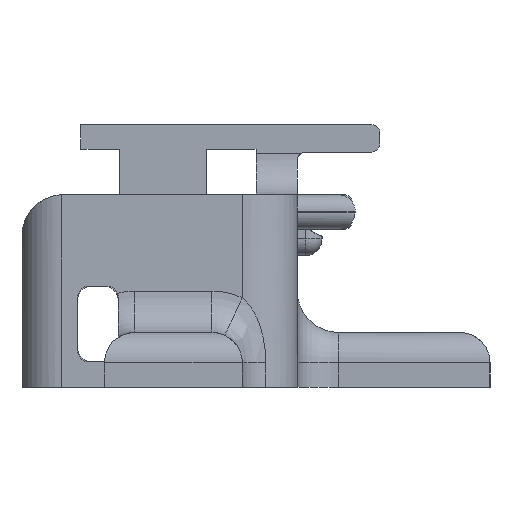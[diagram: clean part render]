
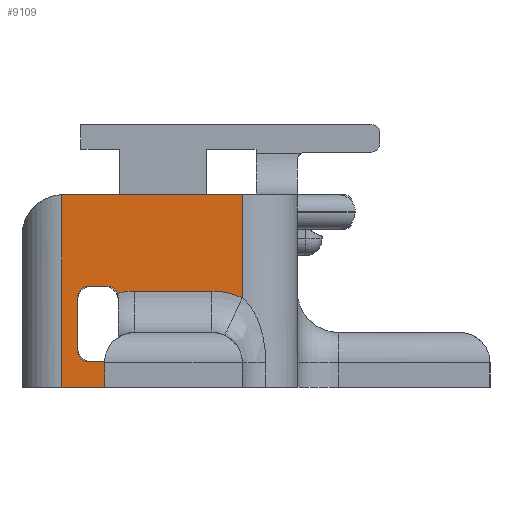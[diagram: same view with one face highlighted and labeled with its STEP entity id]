
A CAD part, left-side view. The second image highlights one B-rep face of the part: STEP entity #9109.
In plain terms, the highlighted planar face has unit normal (-1, 0, 0).
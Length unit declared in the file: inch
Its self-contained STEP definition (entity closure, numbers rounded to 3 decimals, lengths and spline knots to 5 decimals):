
#44 = DIRECTION ( 'NONE',  ( 1., 0., 0. ) ) ;
#97 = CARTESIAN_POINT ( 'NONE',  ( -2.115, -0.15, -0.575 ) ) ;
#183 = VERTEX_POINT ( 'NONE', #1634 ) ;
#285 = CARTESIAN_POINT ( 'NONE',  ( -2.115, 0.54997, -0.48235 ) ) ;
#350 = CARTESIAN_POINT ( 'NONE',  ( -2.115, 0.54076, -0.2071 ) ) ;
#456 = DIRECTION ( 'NONE',  ( 0., 0., -1. ) ) ;
#470 = CIRCLE ( 'NONE', #10481, 0.04 ) ;
#700 = CARTESIAN_POINT ( 'NONE',  ( -2.115, 0.16, -0.225 ) ) ;
#738 = VERTEX_POINT ( 'NONE', #8192 ) ;
#764 = CARTESIAN_POINT ( 'NONE',  ( -2.115, 0.55, -0.575 ) ) ;
#825 = DIRECTION ( 'NONE',  ( 1., 0., 0. ) ) ;
#885 = AXIS2_PLACEMENT_3D ( 'NONE', #10749, #4506, #11807 ) ;
#890 = CIRCLE ( 'NONE', #2282, 0.04 ) ;
#907 = DIRECTION ( 'NONE',  ( 0., 0., 1. ) ) ;
#979 = VECTOR ( 'NONE', #6847, 39.37008 ) ;
#1014 = VECTOR ( 'NONE', #2023, 39.37008 ) ;
#1242 = CARTESIAN_POINT ( 'NONE',  ( -2.115, 0.44, -0.485 ) ) ;
#1442 = ORIENTED_EDGE ( 'NONE', *, *, #10096, .F. ) ;
#1524 = VECTOR ( 'NONE', #456, 39.37008 ) ;
#1634 = CARTESIAN_POINT ( 'NONE',  ( -2.115, 0.64783, -0.44235 ) ) ;
#1653 = CARTESIAN_POINT ( 'NONE',  ( -2.115, 0.55, -0.575 ) ) ;
#1704 = LINE ( 'NONE', #7145, #12468 ) ;
#1774 = VERTEX_POINT ( 'NONE', #3605 ) ;
#1814 = EDGE_CURVE ( 'NONE', #7357, #738, #6144, .T. ) ;
#1878 = EDGE_CURVE ( 'NONE', #8335, #2585, #5805, .T. ) ;
#2023 = DIRECTION ( 'NONE',  ( 0., -1., 0. ) ) ;
#2139 = CARTESIAN_POINT ( 'NONE',  ( -2.115, 0.7, -0.025 ) ) ;
#2243 = EDGE_CURVE ( 'NONE', #3943, #11847, #890, .T. ) ;
#2282 = AXIS2_PLACEMENT_3D ( 'NONE', #13419, #7165, #907 ) ;
#2291 = DIRECTION ( 'NONE',  ( 0., 0., 1. ) ) ;
#2531 = DIRECTION ( 'NONE',  ( 0., 0., 1. ) ) ;
#2585 = VERTEX_POINT ( 'NONE', #764 ) ;
#2647 = PLANE ( 'NONE',  #5731 ) ;
#2648 = FACE_OUTER_BOUND ( 'NONE', #11765, .T. ) ;
#3000 = CIRCLE ( 'NONE', #6974, 0.26 ) ;
#3077 = EDGE_CURVE ( 'NONE', #3943, #183, #9492, .T. ) ;
#3119 = ORIENTED_EDGE ( 'NONE', *, *, #1878, .T. ) ;
#3185 = DIRECTION ( 'NONE',  ( 0., 0., 1. ) ) ;
#3198 = CARTESIAN_POINT ( 'NONE',  ( -2.115, 0.64783, -0.2071 ) ) ;
#3279 = VECTOR ( 'NONE', #5812, 39.37008 ) ;
#3491 = ORIENTED_EDGE ( 'NONE', *, *, #7090, .T. ) ;
#3518 = ORIENTED_EDGE ( 'NONE', *, *, #9303, .F. ) ;
#3605 = CARTESIAN_POINT ( 'NONE',  ( -2.115, 0.05, 0.125 ) ) ;
#3607 = LINE ( 'NONE', #8008, #3279 ) ;
#3687 = DIRECTION ( 'NONE',  ( 0., 0., 1. ) ) ;
#3922 = EDGE_CURVE ( 'NONE', #10647, #1774, #5256, .T. ) ;
#3943 = VERTEX_POINT ( 'NONE', #7776 ) ;
#4065 = EDGE_CURVE ( 'NONE', #4114, #4088, #3607, .T. ) ;
#4088 = VERTEX_POINT ( 'NONE', #700 ) ;
#4114 = VERTEX_POINT ( 'NONE', #10460 ) ;
#4326 = CIRCLE ( 'NONE', #8605, 0.11 ) ;
#4506 = DIRECTION ( 'NONE',  ( 1., 0., 0. ) ) ;
#4519 = ORIENTED_EDGE ( 'NONE', *, *, #8648, .T. ) ;
#4544 = EDGE_CURVE ( 'NONE', #7337, #10155, #470, .T. ) ;
#5142 = DIRECTION ( 'NONE',  ( 0., 0., -1. ) ) ;
#5254 = LINE ( 'NONE', #3198, #11452 ) ;
#5256 = LINE ( 'NONE', #7730, #7691 ) ;
#5330 = ORIENTED_EDGE ( 'NONE', *, *, #11990, .T. ) ;
#5731 = AXIS2_PLACEMENT_3D ( 'NONE', #13032, #9926, #3687 ) ;
#5805 = LINE ( 'NONE', #97, #7930 ) ;
#5812 = DIRECTION ( 'NONE',  ( 0., -1., 0. ) ) ;
#5959 = DIRECTION ( 'NONE',  ( 1., 0., 0. ) ) ;
#6087 = EDGE_CURVE ( 'NONE', #4088, #10647, #6361, .T. ) ;
#6140 = AXIS2_PLACEMENT_3D ( 'NONE', #6314, #44, #7359 ) ;
#6144 = CIRCLE ( 'NONE', #9080, 0.15 ) ;
#6184 = CARTESIAN_POINT ( 'NONE',  ( -2.115, 0.70543, -0.575 ) ) ;
#6314 = CARTESIAN_POINT ( 'NONE',  ( -2.115, 0.16, -0.485 ) ) ;
#6361 = CIRCLE ( 'NONE', #6140, 0.26 ) ;
#6368 = DIRECTION ( 'NONE',  ( 0., -1., 0. ) ) ;
#6565 = LINE ( 'NONE', #9281, #1014 ) ;
#6586 = ORIENTED_EDGE ( 'NONE', *, *, #8273, .T. ) ;
#6639 = ORIENTED_EDGE ( 'NONE', *, *, #3922, .T. ) ;
#6847 = DIRECTION ( 'NONE',  ( 0., 0., -1. ) ) ;
#6961 = CARTESIAN_POINT ( 'NONE',  ( -2.115, 0.50338, -0.23284 ) ) ;
#6974 = AXIS2_PLACEMENT_3D ( 'NONE', #7099, #825, #8132 ) ;
#7090 = EDGE_CURVE ( 'NONE', #7137, #183, #9036, .T. ) ;
#7099 = CARTESIAN_POINT ( 'NONE',  ( -2.115, 0.44, -0.485 ) ) ;
#7137 = VERTEX_POINT ( 'NONE', #12945 ) ;
#7145 = CARTESIAN_POINT ( 'NONE',  ( -2.115, -0.15, 0.125 ) ) ;
#7165 = DIRECTION ( 'NONE',  ( 1., 0., 0. ) ) ;
#7337 = VERTEX_POINT ( 'NONE', #350 ) ;
#7357 = VERTEX_POINT ( 'NONE', #12860 ) ;
#7359 = DIRECTION ( 'NONE',  ( 0., 0., 1. ) ) ;
#7453 = ORIENTED_EDGE ( 'NONE', *, *, #9241, .F. ) ;
#7691 = VECTOR ( 'NONE', #2531, 39.37008 ) ;
#7730 = CARTESIAN_POINT ( 'NONE',  ( -2.115, 0.05, 0.125 ) ) ;
#7766 = ORIENTED_EDGE ( 'NONE', *, *, #2243, .T. ) ;
#7776 = CARTESIAN_POINT ( 'NONE',  ( -2.115, 0.64783, -0.2471 ) ) ;
#7861 = VERTEX_POINT ( 'NONE', #11703 ) ;
#7930 = VECTOR ( 'NONE', #6368, 39.37008 ) ;
#8008 = CARTESIAN_POINT ( 'NONE',  ( -2.115, 0., -0.225 ) ) ;
#8132 = DIRECTION ( 'NONE',  ( 0., 0., 1. ) ) ;
#8192 = CARTESIAN_POINT ( 'NONE',  ( -2.115, 0.70543, 0.1249 ) ) ;
#8273 = EDGE_CURVE ( 'NONE', #1774, #7357, #1704, .T. ) ;
#8335 = VERTEX_POINT ( 'NONE', #12471 ) ;
#8526 = DIRECTION ( 'NONE',  ( 1., 0., 0. ) ) ;
#8605 = AXIS2_PLACEMENT_3D ( 'NONE', #1242, #8526, #2291 ) ;
#8648 = EDGE_CURVE ( 'NONE', #10155, #4114, #3000, .T. ) ;
#8657 = ORIENTED_EDGE ( 'NONE', *, *, #12111, .T. ) ;
#8963 = VERTEX_POINT ( 'NONE', #285 ) ;
#9036 = CIRCLE ( 'NONE', #885, 0.04 ) ;
#9080 = AXIS2_PLACEMENT_3D ( 'NONE', #2139, #9399, #3185 ) ;
#9109 = ADVANCED_FACE ( 'NONE', ( #2648 ), #2647, .T. ) ;
#9241 = EDGE_CURVE ( 'NONE', #7137, #8963, #6565, .T. ) ;
#9281 = CARTESIAN_POINT ( 'NONE',  ( -2.115, 0.64783, -0.48235 ) ) ;
#9303 = EDGE_CURVE ( 'NONE', #7337, #11847, #5254, .T. ) ;
#9399 = DIRECTION ( 'NONE',  ( -1., 0., 0. ) ) ;
#9467 = ORIENTED_EDGE ( 'NONE', *, *, #3077, .F. ) ;
#9492 = LINE ( 'NONE', #12983, #1524 ) ;
#9926 = DIRECTION ( 'NONE',  ( -1., 0., 0. ) ) ;
#9975 = ORIENTED_EDGE ( 'NONE', *, *, #1814, .T. ) ;
#10096 = EDGE_CURVE ( 'NONE', #7861, #2585, #12079, .T. ) ;
#10155 = VERTEX_POINT ( 'NONE', #6961 ) ;
#10460 = CARTESIAN_POINT ( 'NONE',  ( -2.115, 0.44, -0.225 ) ) ;
#10481 = AXIS2_PLACEMENT_3D ( 'NONE', #12196, #5959, #13257 ) ;
#10490 = DIRECTION ( 'NONE',  ( 0., 1., 0. ) ) ;
#10647 = VERTEX_POINT ( 'NONE', #12126 ) ;
#10742 = ORIENTED_EDGE ( 'NONE', *, *, #4544, .T. ) ;
#10749 = CARTESIAN_POINT ( 'NONE',  ( -2.115, 0.60783, -0.44235 ) ) ;
#10946 = ORIENTED_EDGE ( 'NONE', *, *, #6087, .T. ) ;
#11326 = DIRECTION ( 'NONE',  ( 0., 1., 0. ) ) ;
#11452 = VECTOR ( 'NONE', #10490, 39.37008 ) ;
#11512 = VECTOR ( 'NONE', #5142, 39.37008 ) ;
#11703 = CARTESIAN_POINT ( 'NONE',  ( -2.115, 0.55, -0.485 ) ) ;
#11765 = EDGE_LOOP ( 'NONE', ( #6586, #9975, #5330, #3119, #1442, #8657, #7453, #3491, #9467, #7766, #3518, #10742, #4519, #12781, #10946, #6639 ) ) ;
#11807 = DIRECTION ( 'NONE',  ( 0., 0., 1. ) ) ;
#11830 = LINE ( 'NONE', #6184, #11512 ) ;
#11847 = VERTEX_POINT ( 'NONE', #13264 ) ;
#11990 = EDGE_CURVE ( 'NONE', #738, #8335, #11830, .T. ) ;
#12079 = LINE ( 'NONE', #1653, #979 ) ;
#12111 = EDGE_CURVE ( 'NONE', #7861, #8963, #4326, .T. ) ;
#12126 = CARTESIAN_POINT ( 'NONE',  ( -2.115, 0.05, -0.24942 ) ) ;
#12196 = CARTESIAN_POINT ( 'NONE',  ( -2.115, 0.54076, -0.2471 ) ) ;
#12468 = VECTOR ( 'NONE', #11326, 39.37008 ) ;
#12471 = CARTESIAN_POINT ( 'NONE',  ( -2.115, 0.70543, -0.575 ) ) ;
#12781 = ORIENTED_EDGE ( 'NONE', *, *, #4065, .T. ) ;
#12860 = CARTESIAN_POINT ( 'NONE',  ( -2.115, 0.7, 0.125 ) ) ;
#12945 = CARTESIAN_POINT ( 'NONE',  ( -2.115, 0.60783, -0.48235 ) ) ;
#12983 = CARTESIAN_POINT ( 'NONE',  ( -2.115, 0.64783, -0.48235 ) ) ;
#13032 = CARTESIAN_POINT ( 'NONE',  ( -2.115, 0., 0. ) ) ;
#13257 = DIRECTION ( 'NONE',  ( 0., 0., 1. ) ) ;
#13264 = CARTESIAN_POINT ( 'NONE',  ( -2.115, 0.60783, -0.2071 ) ) ;
#13419 = CARTESIAN_POINT ( 'NONE',  ( -2.115, 0.60783, -0.2471 ) ) ;
